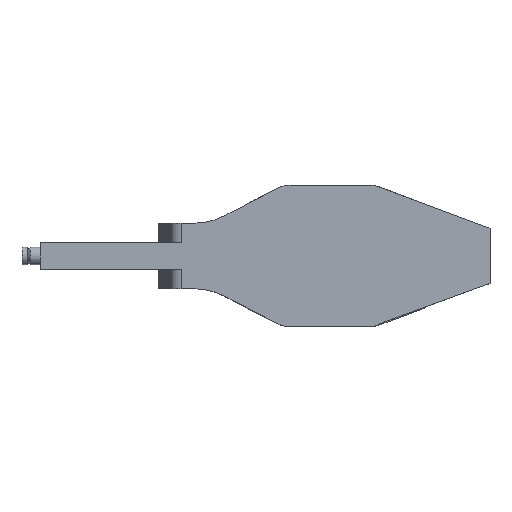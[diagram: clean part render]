
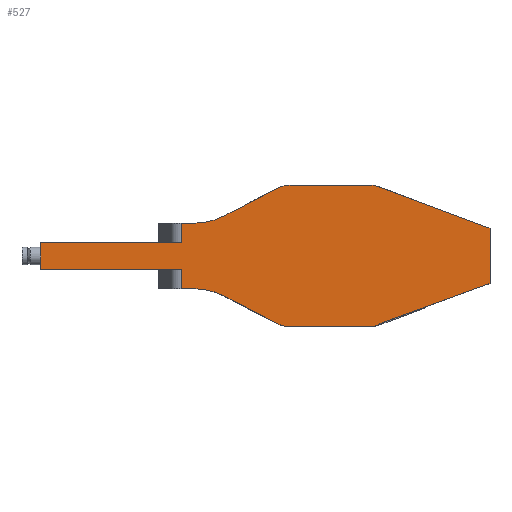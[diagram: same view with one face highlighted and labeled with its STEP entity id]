
A CAD part, top view. The second image highlights one B-rep face of the part: STEP entity #527.
In plain terms, the highlighted planar face has unit normal (0, 0, 1).
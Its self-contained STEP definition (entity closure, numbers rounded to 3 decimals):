
#71=B_SPLINE_CURVE_WITH_KNOTS('',3,(#2627,#2628,#2629,#2630),
 .UNSPECIFIED.,.F.,.F.,(4,4),(0.,1.),.UNSPECIFIED.);
#165=LINE('',#2622,#302);
#169=LINE('',#2637,#307);
#173=LINE('',#2647,#311);
#175=LINE('',#2653,#313);
#176=LINE('',#2659,#314);
#177=LINE('',#2661,#315);
#180=LINE('',#2667,#318);
#181=LINE('',#2669,#319);
#182=LINE('',#2673,#320);
#184=LINE('',#2679,#322);
#187=LINE('',#2687,#325);
#190=LINE('',#2695,#328);
#193=LINE('',#2702,#331);
#195=LINE('',#2706,#333);
#302=VECTOR('',#2094,1.);
#307=VECTOR('',#2101,1.);
#311=VECTOR('',#2111,1.);
#313=VECTOR('',#2119,1.);
#314=VECTOR('',#2126,1.);
#315=VECTOR('',#2129,1.);
#318=VECTOR('',#2134,1.);
#319=VECTOR('',#2137,1.);
#320=VECTOR('',#2142,1.);
#322=VECTOR('',#2148,1.);
#325=VECTOR('',#2157,1.);
#328=VECTOR('',#2166,1.);
#331=VECTOR('',#2175,1.);
#333=VECTOR('',#2179,1.);
#527=ADVANCED_FACE('',(#645),#584,.F.);
#584=PLANE('',#1781);
#645=FACE_OUTER_BOUND('',#764,.T.);
#764=EDGE_LOOP('',(#1117,#1118,#1119,#1120,#1121,#1122,#1123,#1124,#1125,
#1126,#1127,#1128,#1129,#1130,#1131,#1132,#1133,#1134,#1135,#1136,#1137));
#1117=ORIENTED_EDGE('',*,*,#1545,.F.);
#1118=ORIENTED_EDGE('',*,*,#1543,.F.);
#1119=ORIENTED_EDGE('',*,*,#1540,.F.);
#1120=ORIENTED_EDGE('',*,*,#1539,.F.);
#1121=ORIENTED_EDGE('',*,*,#1537,.F.);
#1122=ORIENTED_EDGE('',*,*,#1535,.F.);
#1123=ORIENTED_EDGE('',*,*,#1533,.F.);
#1124=ORIENTED_EDGE('',*,*,#1531,.F.);
#1125=ORIENTED_EDGE('',*,*,#1528,.F.);
#1126=ORIENTED_EDGE('',*,*,#1526,.F.);
#1127=ORIENTED_EDGE('',*,*,#1525,.F.);
#1128=ORIENTED_EDGE('',*,*,#1522,.F.);
#1129=ORIENTED_EDGE('',*,*,#1521,.F.);
#1130=ORIENTED_EDGE('',*,*,#1518,.F.);
#1131=ORIENTED_EDGE('',*,*,#1517,.F.);
#1132=ORIENTED_EDGE('',*,*,#1515,.F.);
#1133=ORIENTED_EDGE('',*,*,#1512,.F.);
#1134=ORIENTED_EDGE('',*,*,#1510,.F.);
#1135=ORIENTED_EDGE('',*,*,#1508,.F.);
#1136=ORIENTED_EDGE('',*,*,#1505,.F.);
#1137=ORIENTED_EDGE('',*,*,#1547,.F.);
#1322=VERTEX_POINT('',#2621);
#1323=VERTEX_POINT('',#2623);
#1324=VERTEX_POINT('',#2631);
#1325=VERTEX_POINT('',#2638);
#1326=VERTEX_POINT('',#2642);
#1327=VERTEX_POINT('',#2646);
#1328=VERTEX_POINT('',#2650);
#1329=VERTEX_POINT('',#2654);
#1330=VERTEX_POINT('',#2658);
#1331=VERTEX_POINT('',#2662);
#1332=VERTEX_POINT('',#2666);
#1333=VERTEX_POINT('',#2670);
#1334=VERTEX_POINT('',#2674);
#1335=VERTEX_POINT('',#2678);
#1336=VERTEX_POINT('',#2682);
#1337=VERTEX_POINT('',#2686);
#1338=VERTEX_POINT('',#2690);
#1339=VERTEX_POINT('',#2694);
#1340=VERTEX_POINT('',#2698);
#1341=VERTEX_POINT('',#2703);
#1342=VERTEX_POINT('',#2707);
#1505=EDGE_CURVE('',#1322,#1323,#165,.T.);
#1508=EDGE_CURVE('',#1323,#1324,#71,.T.);
#1510=EDGE_CURVE('',#1324,#1325,#169,.T.);
#1512=EDGE_CURVE('',#1325,#1326,#1626,.T.);
#1515=EDGE_CURVE('',#1326,#1327,#173,.T.);
#1517=EDGE_CURVE('',#1327,#1328,#1627,.T.);
#1518=EDGE_CURVE('',#1328,#1329,#175,.T.);
#1521=EDGE_CURVE('',#1329,#1330,#176,.T.);
#1522=EDGE_CURVE('',#1330,#1331,#177,.T.);
#1525=EDGE_CURVE('',#1331,#1332,#180,.T.);
#1526=EDGE_CURVE('',#1332,#1333,#181,.T.);
#1528=EDGE_CURVE('',#1333,#1334,#182,.T.);
#1531=EDGE_CURVE('',#1334,#1335,#184,.T.);
#1533=EDGE_CURVE('',#1335,#1336,#1632,.T.);
#1535=EDGE_CURVE('',#1336,#1337,#187,.T.);
#1537=EDGE_CURVE('',#1337,#1338,#1633,.T.);
#1539=EDGE_CURVE('',#1338,#1339,#190,.T.);
#1540=EDGE_CURVE('',#1339,#1340,#1634,.T.);
#1543=EDGE_CURVE('',#1340,#1341,#193,.T.);
#1545=EDGE_CURVE('',#1341,#1342,#195,.T.);
#1547=EDGE_CURVE('',#1342,#1322,#1635,.T.);
#1626=CIRCLE('',#1752,20.);
#1627=CIRCLE('',#1755,45.);
#1632=CIRCLE('',#1768,45.);
#1633=CIRCLE('',#1771,20.);
#1634=CIRCLE('',#1774,20.);
#1635=CIRCLE('',#1779,15.296);
#1752=AXIS2_PLACEMENT_3D('',#2641,#2105,#2106);
#1755=AXIS2_PLACEMENT_3D('',#2651,#2115,#2116);
#1768=AXIS2_PLACEMENT_3D('',#2683,#2152,#2153);
#1771=AXIS2_PLACEMENT_3D('',#2691,#2161,#2162);
#1774=AXIS2_PLACEMENT_3D('',#2697,#2169,#2170);
#1779=AXIS2_PLACEMENT_3D('',#2710,#2184,#2185);
#1781=AXIS2_PLACEMENT_3D('',#2712,#2188,#2189);
#2094=DIRECTION('',(-0.94,-0.342,0.));
#2101=DIRECTION('',(-1.,0.,0.));
#2105=DIRECTION('',(0.,0.,-1.));
#2106=DIRECTION('',(0.,1.,0.));
#2111=DIRECTION('',(-0.885,0.465,0.));
#2115=DIRECTION('',(0.,0.,1.));
#2116=DIRECTION('',(0.,1.,0.));
#2119=DIRECTION('',(-1.,0.,0.));
#2126=DIRECTION('',(0.,1.,0.));
#2129=DIRECTION('',(-1.,0.,0.));
#2134=DIRECTION('',(0.,1.,0.));
#2137=DIRECTION('',(1.,0.,0.));
#2142=DIRECTION('',(0.,1.,0.));
#2148=DIRECTION('',(1.,0.,0.));
#2152=DIRECTION('',(0.,0.,1.));
#2153=DIRECTION('',(0.,1.,0.));
#2157=DIRECTION('',(0.885,0.465,0.));
#2161=DIRECTION('',(0.,0.,-1.));
#2162=DIRECTION('',(0.,1.,0.));
#2166=DIRECTION('',(1.,0.,0.));
#2169=DIRECTION('',(0.,0.,-1.));
#2170=DIRECTION('',(0.,1.,0.));
#2175=DIRECTION('',(0.936,-0.351,0.));
#2179=DIRECTION('',(0.,-1.,0.));
#2184=DIRECTION('',(0.,0.,1.));
#2185=DIRECTION('',(0.,1.,0.));
#2188=DIRECTION('',(0.,0.,-1.));
#2189=DIRECTION('',(0.,-1.,0.));
#2621=CARTESIAN_POINT('',(105.372,-19.225,43.796));
#2622=CARTESIAN_POINT('',(105.372,-19.225,43.796));
#2623=CARTESIAN_POINT('',(34.484,-45.053,43.796));
#2627=CARTESIAN_POINT('',(34.484,-45.053,43.796));
#2628=CARTESIAN_POINT('',(32.575,-46.285,43.796));
#2629=CARTESIAN_POINT('',(30.444,-47.179,43.796));
#2630=CARTESIAN_POINT('',(28.192,-47.5,43.796));
#2631=CARTESIAN_POINT('',(28.192,-47.5,43.796));
#2637=CARTESIAN_POINT('',(-67.188,-47.5,43.796));
#2638=CARTESIAN_POINT('',(-28.034,-47.5,43.796));
#2641=CARTESIAN_POINT('',(-26.759,-27.541,43.796));
#2642=CARTESIAN_POINT('',(-36.062,-45.245,43.796));
#2646=CARTESIAN_POINT('',(-70.456,-27.174,43.796));
#2647=CARTESIAN_POINT('',(-36.062,-45.245,43.796));
#2650=CARTESIAN_POINT('',(-91.387,-22.009,43.796));
#2651=CARTESIAN_POINT('',(-91.387,-67.009,43.796));
#2653=CARTESIAN_POINT('',(-67.188,-22.009,43.796));
#2654=CARTESIAN_POINT('',(-99.624,-22.009,43.796));
#2658=CARTESIAN_POINT('',(-99.624,-9.009,43.796));
#2659=CARTESIAN_POINT('',(-99.624,0.,43.796));
#2661=CARTESIAN_POINT('',(-67.188,-9.009,43.796));
#2662=CARTESIAN_POINT('',(-194.188,-9.009,43.796));
#2666=CARTESIAN_POINT('',(-194.188,8.969,43.796));
#2667=CARTESIAN_POINT('',(-194.188,0.,43.796));
#2669=CARTESIAN_POINT('',(-67.188,8.969,43.796));
#2670=CARTESIAN_POINT('',(-99.624,8.969,43.796));
#2673=CARTESIAN_POINT('',(-99.624,0.,43.796));
#2674=CARTESIAN_POINT('',(-99.624,21.969,43.796));
#2678=CARTESIAN_POINT('',(-91.387,21.969,43.796));
#2679=CARTESIAN_POINT('',(-67.188,21.969,43.796));
#2682=CARTESIAN_POINT('',(-70.456,27.133,43.796));
#2683=CARTESIAN_POINT('',(-91.387,66.969,43.796));
#2686=CARTESIAN_POINT('',(-36.062,45.205,43.796));
#2687=CARTESIAN_POINT('',(-70.456,27.133,43.796));
#2690=CARTESIAN_POINT('',(-26.759,47.5,43.796));
#2691=CARTESIAN_POINT('',(-26.759,27.5,43.796));
#2694=CARTESIAN_POINT('',(26.601,47.5,43.796));
#2695=CARTESIAN_POINT('',(-67.188,47.5,43.796));
#2697=CARTESIAN_POINT('',(26.601,27.5,43.796));
#2698=CARTESIAN_POINT('',(33.617,46.229,43.796));
#2702=CARTESIAN_POINT('',(33.617,46.229,43.796));
#2703=CARTESIAN_POINT('',(107.548,18.536,43.796));
#2706=CARTESIAN_POINT('',(107.548,0.,43.796));
#2707=CARTESIAN_POINT('',(107.548,-18.61,43.796));
#2710=CARTESIAN_POINT('',(110.608,-33.597,43.796));
#2712=CARTESIAN_POINT('',(-67.188,0.,43.796));
